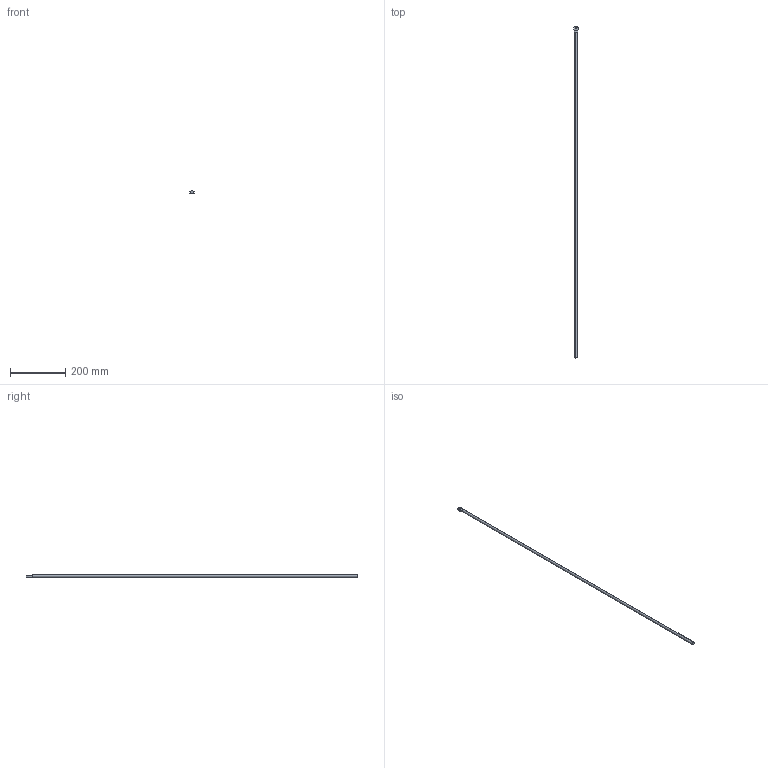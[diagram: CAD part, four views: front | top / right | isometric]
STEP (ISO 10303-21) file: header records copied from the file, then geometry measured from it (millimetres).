
FILE_DESCRIPTION (( 'STEP AP203' ), '1' );
FILE_NAME ('AC-25-R-11.STEP', '2020-10-13T04:58:16', ( '' ), ( '' ), 'SwSTEP 2.0', 'SolidWorks 2018', '' );
FILE_SCHEMA (( 'CONFIG_CONTROL_DESIGN' ));
Length unit declared in the file: millimetre
Products named in the file (1): AC-25-R-11
Bounding box: 14.9 x 1206.94 x 10 mm (x, y, z)
Volume: 94535.4 mm3; surface area: 38231.9 mm2
Topology: 1 solids, 1 shells, 15 faces, 35 edges, 22 vertices
Faces by surface type: cylinder 8, bspline 4, plane 3
Entity records: 666 total; most frequent: CARTESIAN_POINT 241, DIRECTION 75, ORIENTED_EDGE 70, EDGE_CURVE 35, AXIS2_PLACEMENT_3D 32, VERTEX_POINT 22, CIRCLE 20, EDGE_LOOP 17
